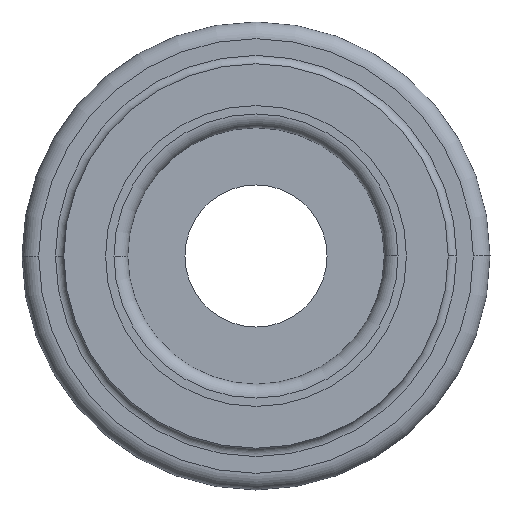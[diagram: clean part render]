
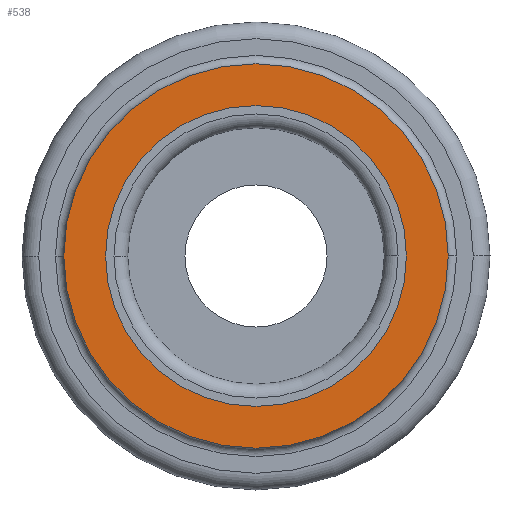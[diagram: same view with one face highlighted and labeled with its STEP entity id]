
A CAD part, front view. The second image highlights one B-rep face of the part: STEP entity #538.
In plain terms, the highlighted planar face has unit normal (0, -1, 0).
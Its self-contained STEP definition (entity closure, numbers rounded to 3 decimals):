
#407=CARTESIAN_POINT('POINT23',(90.,0.,0.
   ));
#408=VERTEX_POINT('VERTEX23',#407);
#415=CARTESIAN_POINT('POINT24',(-90.,0.,0.
   ));
#416=VERTEX_POINT('VERTEX24',#415);
#417=CARTESIAN_POINT('POS44',(0.,0.,
   0.));
#418=DIRECTION('DIR84',(0.,-1.,0.));
#419=DIRECTION('DIR85',(1.,0.,0.));
#420=AXIS2_PLACEMENT_3D('AXIS41',#417,#418,#419);
#421=CIRCLE('ELLIPSE29',#420,90.);
#422=EDGE_CURVE('EDGE36',#408,#416,#421,.T.);
#440=CARTESIAN_POINT('POS47',(0.,0.,0.))
   ;
#441=DIRECTION('DIR89',(0.,-1.,0.));
#442=DIRECTION('DIR90',(-1.,0.,0.));
#443=AXIS2_PLACEMENT_3D('AXIS43',#440,#441,#442);
#444=CIRCLE('ELLIPSE30',#443,90.);
#445=EDGE_CURVE('EDGE38',#416,#408,#444,.T.);
#509=CARTESIAN_POINT('POINT27',(115.,0.,0.
   ));
#510=VERTEX_POINT('VERTEX27',#509);
#511=CARTESIAN_POINT('POINT28',(-115.,0.,
   0.));
#512=VERTEX_POINT('VERTEX28',#511);
#513=CARTESIAN_POINT('POS55',(0.,0.,0.));
#514=DIRECTION('DIR105',(0.,-1.,0.));
#515=DIRECTION('DIR106',(1.,0.,0.));
#516=AXIS2_PLACEMENT_3D('AXIS51',#513,#514,#515);
#517=CIRCLE('ELLIPSE35',#516,115.);
#518=EDGE_CURVE('EDGE43',#510,#512,#517,.T.);
#519=ORIENTED_EDGE('COEDGE81',*,*,#518,.T.);
#520=CARTESIAN_POINT('POS56',(0.,0.,
   0.));
#521=DIRECTION('DIR107',(0.,1.,0.));
#522=DIRECTION('DIR108',(1.,0.,0.));
#523=AXIS2_PLACEMENT_3D('AXIS52',#520,#521,#522);
#524=CIRCLE('ELLIPSE36',#523,115.);
#525=EDGE_CURVE('EDGE44',#510,#512,#524,.T.);
#526=ORIENTED_EDGE('COEDGE82',*,*,#525,.F.);
#527=EDGE_LOOP('NONE',(#519,#526));
#528=FACE_BOUND('LOOP1',#527,.T.);
#529=ORIENTED_EDGE('COEDGE83',*,*,#445,.F.);
#530=ORIENTED_EDGE('COEDGE84',*,*,#422,.F.);
#531=EDGE_LOOP('NONE',(#529,#530));
#532=FACE_BOUND('LOOP1',#531,.T.);
#533=CARTESIAN_POINT('POS57',(0.,0.,0.));
#534=DIRECTION('DIR109',(0.,-1.,0.));
#535=DIRECTION('DIR110',(1.,0.,0.));
#536=AXIS2_PLACEMENT_3D('AXIS53',#533,#534,#535);
#537=PLANE('PLANE5',#536);
#538=ADVANCED_FACE('FACE21',(#528,#532),#537,.T.);
